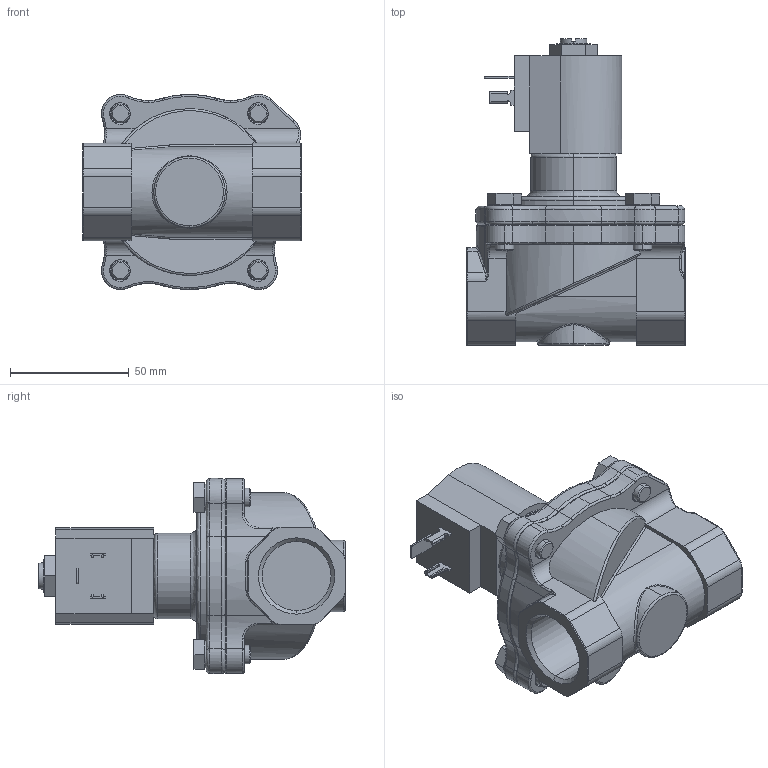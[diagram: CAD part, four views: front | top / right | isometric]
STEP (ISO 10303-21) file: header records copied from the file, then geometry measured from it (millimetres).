
FILE_DESCRIPTION (( 'STEP AP203' ), '1' );
FILE_NAME ('NS201YH16C7FG9.step', '2025-12-15T20:30:54', ( '' ), ( '' ), 'SwSTEP 2.0', 'SolidWorks 2024', '' );
FILE_SCHEMA (( 'CONFIG_CONTROL_DESIGN' ));
Length unit declared in the file: inch
Products named in the file (1): NS201YH16C7FG9
Bounding box: 92 x 128.85 x 81.99 mm (x, y, z)
Volume: 306265.2 mm3; surface area: 66061.5 mm2
Topology: 12 solids, 15 shells, 603 faces, 1484 edges, 925 vertices
Faces by surface type: cylinder 221, bspline 194, plane 162, cone 26
Entity records: 35078 total; most frequent: CARTESIAN_POINT 22206, ORIENTED_EDGE 2958, DIRECTION 2328, EDGE_CURVE 1479, VERTEX_POINT 925, AXIS2_PLACEMENT_3D 886, EDGE_LOOP 640, FACE_OUTER_BOUND 603
